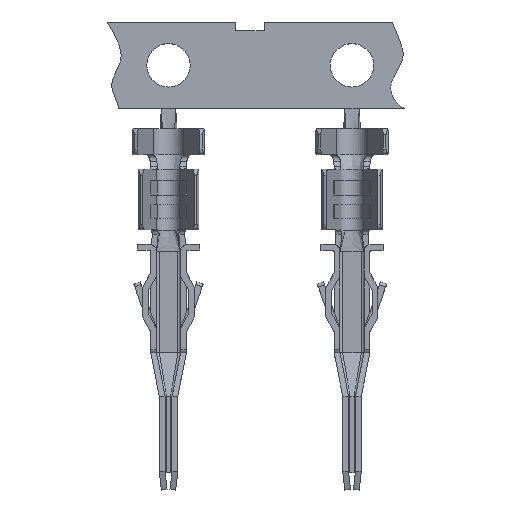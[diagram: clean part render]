
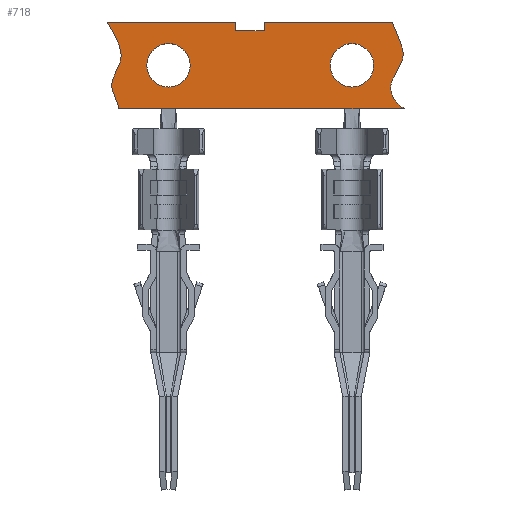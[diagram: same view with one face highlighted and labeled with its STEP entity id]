
A CAD part, top view. The second image highlights one B-rep face of the part: STEP entity #718.
In plain terms, the highlighted planar face has unit normal (0, 0, 1).
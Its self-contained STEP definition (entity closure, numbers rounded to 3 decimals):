
#718 = ADVANCED_FACE( '', ( #1839, #1840, #1841 ), #1842, .T. );
#1839 = FACE_BOUND( '', #3680, .T. );
#1840 = FACE_BOUND( '', #3681, .T. );
#1841 = FACE_OUTER_BOUND( '', #3682, .T. );
#1842 = PLANE( '', #3683 );
#3680 = EDGE_LOOP( '', ( #7030 ) );
#3681 = EDGE_LOOP( '', ( #7031 ) );
#3682 = EDGE_LOOP( '', ( #7032, #7033, #7034, #7035, #7036, #7037, #7038, #7039, #7040, #7041, #7042, #7043 ) );
#3683 = AXIS2_PLACEMENT_3D( '', #7044, #7045, #7046 );
#7030 = ORIENTED_EDGE( '', *, *, #11440, .T. );
#7031 = ORIENTED_EDGE( '', *, *, #11441, .T. );
#7032 = ORIENTED_EDGE( '', *, *, #11026, .T. );
#7033 = ORIENTED_EDGE( '', *, *, #11442, .T. );
#7034 = ORIENTED_EDGE( '', *, *, #11443, .T. );
#7035 = ORIENTED_EDGE( '', *, *, #11444, .F. );
#7036 = ORIENTED_EDGE( '', *, *, #11445, .T. );
#7037 = ORIENTED_EDGE( '', *, *, #11446, .T. );
#7038 = ORIENTED_EDGE( '', *, *, #11215, .T. );
#7039 = ORIENTED_EDGE( '', *, *, #11447, .T. );
#7040 = ORIENTED_EDGE( '', *, *, #11448, .T. );
#7041 = ORIENTED_EDGE( '', *, *, #11449, .T. );
#7042 = ORIENTED_EDGE( '', *, *, #11450, .T. );
#7043 = ORIENTED_EDGE( '', *, *, #11451, .T. );
#7044 = CARTESIAN_POINT( '', ( -3.175, 0.7, -0.002 ) );
#7045 = DIRECTION( '', ( 0., 0., 1. ) );
#7046 = DIRECTION( '', ( 1., 0., 0. ) );
#11026 = EDGE_CURVE( '', #13028, #13029, #13030, .T. );
#11215 = EDGE_CURVE( '', #13361, #13362, #13363, .T. );
#11440 = EDGE_CURVE( '', #13757, #13757, #13758, .T. );
#11441 = EDGE_CURVE( '', #13759, #13759, #13760, .T. );
#11442 = EDGE_CURVE( '', #13029, #13761, #13762, .T. );
#11443 = EDGE_CURVE( '', #13761, #13763, #13764, .T. );
#11444 = EDGE_CURVE( '', #13765, #13763, #13766, .T. );
#11445 = EDGE_CURVE( '', #13765, #13767, #13768, .T. );
#11446 = EDGE_CURVE( '', #13767, #13361, #13769, .F. );
#11447 = EDGE_CURVE( '', #13362, #13770, #13771, .F. );
#11448 = EDGE_CURVE( '', #13770, #13772, #13773, .T. );
#11449 = EDGE_CURVE( '', #13772, #13774, #13775, .T. );
#11450 = EDGE_CURVE( '', #13774, #13776, #13777, .T. );
#11451 = EDGE_CURVE( '', #13776, #13028, #13778, .T. );
#13028 = VERTEX_POINT( '', #15959 );
#13029 = VERTEX_POINT( '', #15960 );
#13030 = LINE( '', #15961, #15962 );
#13361 = VERTEX_POINT( '', #16561 );
#13362 = VERTEX_POINT( '', #16562 );
#13363 = LINE( '', #16563, #16564 );
#13757 = VERTEX_POINT( '', #17330 );
#13758 = CIRCLE( '', #17331, 0.75 );
#13759 = VERTEX_POINT( '', #17332 );
#13760 = CIRCLE( '', #17333, 0.75 );
#13761 = VERTEX_POINT( '', #17334 );
#13762 = LINE( '', #17335, #17336 );
#13763 = VERTEX_POINT( '', #17337 );
#13764 = LINE( '', #17338, #17339 );
#13765 = VERTEX_POINT( '', #17340 );
#13766 = B_SPLINE_CURVE_WITH_KNOTS( '', 3, ( #17341, #17342, #17343, #17344, #17345, #17346, #17347, #17348 ), .UNSPECIFIED., .F., .F., ( 4, 3, 1, 4 ), ( 0., 0.539, 0.779, 1. ), .UNSPECIFIED. );
#13767 = VERTEX_POINT( '', #17349 );
#13768 = LINE( '', #17350, #17351 );
#13769 = LINE( '', #17352, #17353 );
#13770 = VERTEX_POINT( '', #17354 );
#13771 = LINE( '', #17355, #17356 );
#13772 = VERTEX_POINT( '', #17357 );
#13773 = LINE( '', #17358, #17359 );
#13774 = VERTEX_POINT( '', #17360 );
#13775 = B_SPLINE_CURVE_WITH_KNOTS( '', 3, ( #17361, #17362, #17363, #17364, #17365, #17366 ), .UNSPECIFIED., .F., .F., ( 4, 1, 1, 4 ), ( 0., 0.333, 0.67, 1. ), .UNSPECIFIED. );
#13776 = VERTEX_POINT( '', #17367 );
#13777 = LINE( '', #17368, #17369 );
#13778 = LINE( '', #17370, #17371 );
#15959 = CARTESIAN_POINT( '', ( -3.036, 3.404, -0.002 ) );
#15960 = CARTESIAN_POINT( '', ( -4.036, 3.404, -0.002 ) );
#15961 = CARTESIAN_POINT( '', ( -3.036, 3.404, -0.002 ) );
#15962 = VECTOR( '', #21100, 1000. );
#16561 = CARTESIAN_POINT( '', ( -6.1, 0.7, -0.002 ) );
#16562 = CARTESIAN_POINT( '', ( -0.25, 0.7, -0.002 ) );
#16563 = CARTESIAN_POINT( '', ( -3.175, 0.7, -0.002 ) );
#16564 = VECTOR( '', #21288, 1000. );
#17330 = CARTESIAN_POINT( '', ( -7.1, 2.2, -0.002 ) );
#17331 = AXIS2_PLACEMENT_3D( '', #21492, #21493, #21494 );
#17332 = CARTESIAN_POINT( '', ( 0.75, 2.2, -0.002 ) );
#17333 = AXIS2_PLACEMENT_3D( '', #21495, #21496, #21497 );
#17334 = CARTESIAN_POINT( '', ( -4.036, 3.7, -0.002 ) );
#17335 = CARTESIAN_POINT( '', ( -4.036, 3.404, -0.002 ) );
#17336 = VECTOR( '', #21498, 1000. );
#17337 = CARTESIAN_POINT( '', ( -8.467, 3.7, -0.002 ) );
#17338 = CARTESIAN_POINT( '', ( 3.175, 3.7, -0.002 ) );
#17339 = VECTOR( '', #21499, 1000. );
#17340 = CARTESIAN_POINT( '', ( -8.095, 0.7, -0.002 ) );
#17341 = CARTESIAN_POINT( '', ( -8.095, 0.7, -0.002 ) );
#17342 = CARTESIAN_POINT( '', ( -7.998, 0.77, -0.002 ) );
#17343 = CARTESIAN_POINT( '', ( -8.299, 1.169, -0.002 ) );
#17344 = CARTESIAN_POINT( '', ( -8.313, 1.489, -0.002 ) );
#17345 = CARTESIAN_POINT( '', ( -8.326, 1.802, -0.002 ) );
#17346 = CARTESIAN_POINT( '', ( -7.799, 2.371, -0.002 ) );
#17347 = CARTESIAN_POINT( '', ( -8.09, 3.058, -0.002 ) );
#17348 = CARTESIAN_POINT( '', ( -8.467, 3.7, -0.002 ) );
#17349 = CARTESIAN_POINT( '', ( -6.6, 0.7, -0.002 ) );
#17350 = CARTESIAN_POINT( '', ( -3.175, 0.7, -0.002 ) );
#17351 = VECTOR( '', #21500, 1000. );
#17352 = CARTESIAN_POINT( '', ( -6.1, 0.7, -0.002 ) );
#17353 = VECTOR( '', #21501, 1000. );
#17354 = CARTESIAN_POINT( '', ( 0.25, 0.7, -0.002 ) );
#17355 = CARTESIAN_POINT( '', ( 0.25, 0.7, -0.002 ) );
#17356 = VECTOR( '', #21502, 1000. );
#17357 = CARTESIAN_POINT( '', ( 1.822, 0.7, -0.002 ) );
#17358 = CARTESIAN_POINT( '', ( -3.175, 0.7, -0.002 ) );
#17359 = VECTOR( '', #21503, 1000. );
#17360 = CARTESIAN_POINT( '', ( 1.394, 3.7, -0.002 ) );
#17361 = CARTESIAN_POINT( '', ( 1.822, 0.7, -0.002 ) );
#17362 = CARTESIAN_POINT( '', ( 1.575, 0.81, -0.002 ) );
#17363 = CARTESIAN_POINT( '', ( 1.04, 1.471, -0.002 ) );
#17364 = CARTESIAN_POINT( '', ( 2.041, 2.467, -0.002 ) );
#17365 = CARTESIAN_POINT( '', ( 1.595, 3.145, -0.002 ) );
#17366 = CARTESIAN_POINT( '', ( 1.394, 3.7, -0.002 ) );
#17367 = CARTESIAN_POINT( '', ( -3.036, 3.7, -0.002 ) );
#17368 = CARTESIAN_POINT( '', ( 3.175, 3.7, -0.002 ) );
#17369 = VECTOR( '', #21504, 1000. );
#17370 = CARTESIAN_POINT( '', ( -3.036, 3.7, -0.002 ) );
#17371 = VECTOR( '', #21505, 1000. );
#21100 = DIRECTION( '', ( -1., 0., 0. ) );
#21288 = DIRECTION( '', ( 1., 0., 0. ) );
#21492 = CARTESIAN_POINT( '', ( -6.35, 2.2, -0.002 ) );
#21493 = DIRECTION( '', ( 0., 0., -1. ) );
#21494 = DIRECTION( '', ( -1., 0., 0. ) );
#21495 = CARTESIAN_POINT( '', ( 0., 2.2, -0.002 ) );
#21496 = DIRECTION( '', ( 0., 0., -1. ) );
#21497 = DIRECTION( '', ( 1., 0., 0. ) );
#21498 = DIRECTION( '', ( 0., 1., 0. ) );
#21499 = DIRECTION( '', ( -1., 0., 0. ) );
#21500 = DIRECTION( '', ( 1., 0., 0. ) );
#21501 = DIRECTION( '', ( -1., 0., 0. ) );
#21502 = DIRECTION( '', ( -1., 0., 0. ) );
#21503 = DIRECTION( '', ( 1., 0., 0. ) );
#21504 = DIRECTION( '', ( -1., 0., 0. ) );
#21505 = DIRECTION( '', ( 0., -1., 0. ) );
